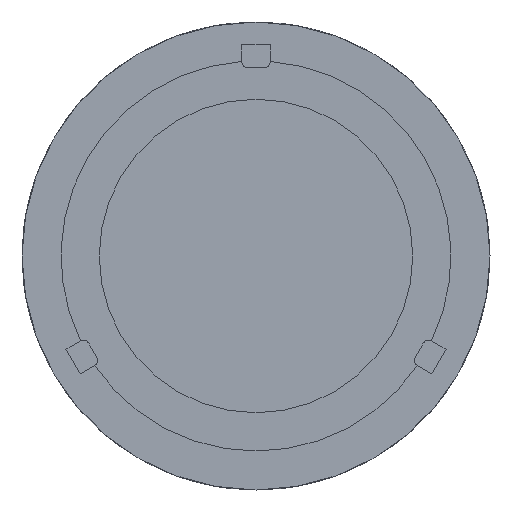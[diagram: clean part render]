
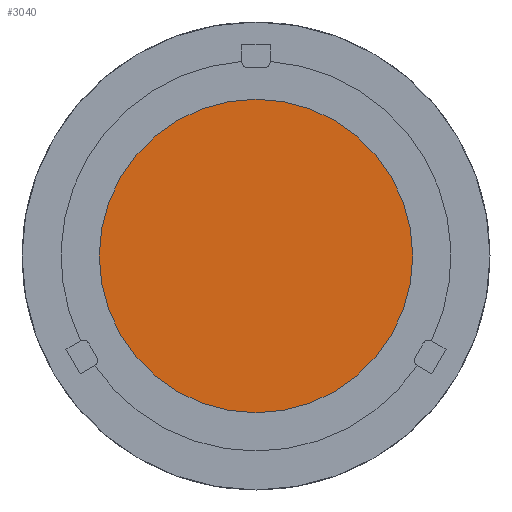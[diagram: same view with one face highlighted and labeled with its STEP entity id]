
A CAD part, front view. The second image highlights one B-rep face of the part: STEP entity #3040.
In plain terms, the highlighted planar face has unit normal (0, -1, 0).
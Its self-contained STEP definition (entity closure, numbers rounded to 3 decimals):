
#158 = EDGE_LOOP ( 'NONE', ( #7762, #13557 ) ) ;
#3040 = ADVANCED_FACE ( 'NONE', ( #10806 ), #5451, .F. ) ;
#5098 = VERTEX_POINT ( 'NONE', #13720 ) ;
#5451 = PLANE ( 'NONE',  #23948 ) ;
#5801 = DIRECTION ( 'NONE',  ( 0., 0., 1. ) ) ;
#5950 = EDGE_CURVE ( 'NONE', #18472, #5098, #18072, .T. ) ;
#6242 = CARTESIAN_POINT ( 'NONE',  ( 0., 0., 110.5 ) ) ;
#7446 = AXIS2_PLACEMENT_3D ( 'NONE', #19232, #21089, #8139 ) ;
#7762 = ORIENTED_EDGE ( 'NONE', *, *, #5950, .T. ) ;
#8139 = DIRECTION ( 'NONE',  ( 0., 0., 1. ) ) ;
#9073 = DIRECTION ( 'NONE',  ( 0., 1., 0. ) ) ;
#10806 = FACE_OUTER_BOUND ( 'NONE', #158, .T. ) ;
#13068 = CARTESIAN_POINT ( 'NONE',  ( 0., 0., 0. ) ) ;
#13557 = ORIENTED_EDGE ( 'NONE', *, *, #21784, .T. ) ;
#13656 = DIRECTION ( 'NONE',  ( 0., -1., 0. ) ) ;
#13720 = CARTESIAN_POINT ( 'NONE',  ( 0., 0., -110.5 ) ) ;
#15520 = CARTESIAN_POINT ( 'NONE',  ( 0., 0., 0. ) ) ;
#16197 = CIRCLE ( 'NONE', #7446, 110.5 ) ;
#18072 = CIRCLE ( 'NONE', #19677, 110.5 ) ;
#18472 = VERTEX_POINT ( 'NONE', #6242 ) ;
#19232 = CARTESIAN_POINT ( 'NONE',  ( 0., 0., 0. ) ) ;
#19677 = AXIS2_PLACEMENT_3D ( 'NONE', #15520, #13656, #5801 ) ;
#21089 = DIRECTION ( 'NONE',  ( 0., -1., 0. ) ) ;
#21784 = EDGE_CURVE ( 'NONE', #5098, #18472, #16197, .T. ) ;
#23948 = AXIS2_PLACEMENT_3D ( 'NONE', #13068, #9073, #24507 ) ;
#24507 = DIRECTION ( 'NONE',  ( 0., 0., 1. ) ) ;
